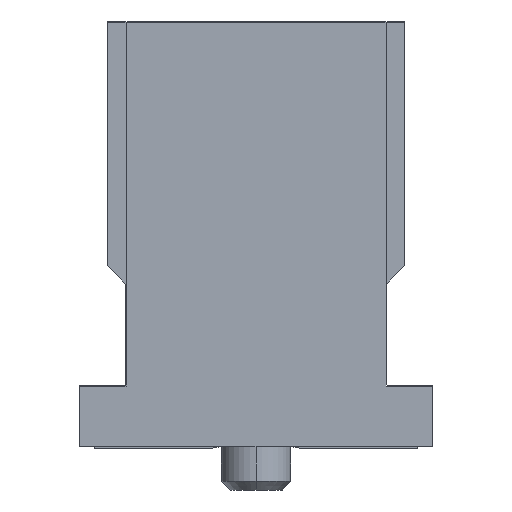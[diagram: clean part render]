
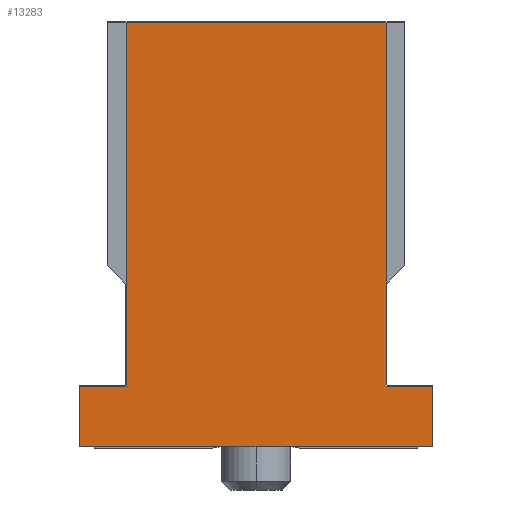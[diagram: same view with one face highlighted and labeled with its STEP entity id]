
A CAD part, left-side view. The second image highlights one B-rep face of the part: STEP entity #13283.
In plain terms, the highlighted planar face has unit normal (-1, 0, 0).
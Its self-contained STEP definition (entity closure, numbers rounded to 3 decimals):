
#349=CARTESIAN_POINT('',(-17.95,-3.05,0.));
#350=VERTEX_POINT('',#349);
#357=CARTESIAN_POINT('',(-17.95,3.05,0.));
#358=VERTEX_POINT('',#357);
#359=CARTESIAN_POINT('',(-17.95,-3.05,0.));
#360=DIRECTION('',(0.0,1.0,0.0));
#361=VECTOR('',#360,6.1);
#362=LINE('',#359,#361);
#363=EDGE_CURVE('',#350,#358,#362,.T.);
#10584=CARTESIAN_POINT('',(-17.95,-2.25,7.35));
#10585=VERTEX_POINT('',#10584);
#10592=CARTESIAN_POINT('',(-17.95,-2.25,1.05));
#10593=VERTEX_POINT('',#10592);
#10594=CARTESIAN_POINT('',(-17.95,-2.25,7.35));
#10595=DIRECTION('',(0.0,0.0,-1.0));
#10596=VECTOR('',#10595,6.3);
#10597=LINE('',#10594,#10596);
#10598=EDGE_CURVE('',#10585,#10593,#10597,.T.);
#10695=CARTESIAN_POINT('',(-17.95,-3.05,1.05));
#10696=VERTEX_POINT('',#10695);
#10697=CARTESIAN_POINT('',(-17.95,-2.25,1.05));
#10698=DIRECTION('',(0.0,-1.0,0.0));
#10699=VECTOR('',#10698,0.8);
#10700=LINE('',#10697,#10699);
#10701=EDGE_CURVE('',#10593,#10696,#10700,.T.);
#10720=CARTESIAN_POINT('',(-17.95,3.05,1.05));
#10721=VERTEX_POINT('',#10720);
#10728=CARTESIAN_POINT('',(-17.95,2.25,1.05));
#10729=VERTEX_POINT('',#10728);
#10730=CARTESIAN_POINT('',(-17.95,3.05,1.05));
#10731=DIRECTION('',(0.0,-1.0,0.0));
#10732=VECTOR('',#10731,0.8);
#10733=LINE('',#10730,#10732);
#10734=EDGE_CURVE('',#10721,#10729,#10733,.T.);
#12995=CARTESIAN_POINT('',(-17.95,2.25,7.35));
#12996=VERTEX_POINT('',#12995);
#13003=CARTESIAN_POINT('',(-17.95,2.25,7.35));
#13004=DIRECTION('',(0.0,-1.0,0.0));
#13005=VECTOR('',#13004,4.5);
#13006=LINE('',#13003,#13005);
#13007=EDGE_CURVE('',#12996,#10585,#13006,.T.);
#13246=CARTESIAN_POINT('',(-17.95,2.25,7.35));
#13247=DIRECTION('',(0.0,0.0,-1.0));
#13248=VECTOR('',#13247,6.3);
#13249=LINE('',#13246,#13248);
#13250=EDGE_CURVE('',#12996,#10729,#13249,.T.);
#13258=CARTESIAN_POINT('',(-17.95,-3.355,7.717));
#13259=DIRECTION('',(-1.0,0.0,0.0));
#13260=DIRECTION('',(0.0,-1.0,0.0));
#13261=AXIS2_PLACEMENT_3D('',#13258,#13259,#13260);
#13262=PLANE('',#13261);
#13263=CARTESIAN_POINT('',(-17.95,-3.05,0.));
#13264=DIRECTION('',(0.0,0.0,1.0));
#13265=VECTOR('',#13264,1.05);
#13266=LINE('',#13263,#13265);
#13267=EDGE_CURVE('',#350,#10696,#13266,.T.);
#13268=ORIENTED_EDGE('',*,*,#13267,.T.);
#13269=ORIENTED_EDGE('',*,*,#10701,.F.);
#13270=ORIENTED_EDGE('',*,*,#10598,.F.);
#13271=ORIENTED_EDGE('',*,*,#13007,.F.);
#13272=ORIENTED_EDGE('',*,*,#13250,.T.);
#13273=ORIENTED_EDGE('',*,*,#10734,.F.);
#13274=CARTESIAN_POINT('',(-17.95,3.05,0.));
#13275=DIRECTION('',(0.0,0.0,1.0));
#13276=VECTOR('',#13275,1.05);
#13277=LINE('',#13274,#13276);
#13278=EDGE_CURVE('',#358,#10721,#13277,.T.);
#13279=ORIENTED_EDGE('',*,*,#13278,.F.);
#13280=ORIENTED_EDGE('',*,*,#363,.F.);
#13281=EDGE_LOOP('',(#13268,#13269,#13270,#13271,#13272,#13273,#13279,#13280));
#13282=FACE_OUTER_BOUND('',#13281,.T.);
#13283=ADVANCED_FACE('',(#13282),#13262,.T.);
